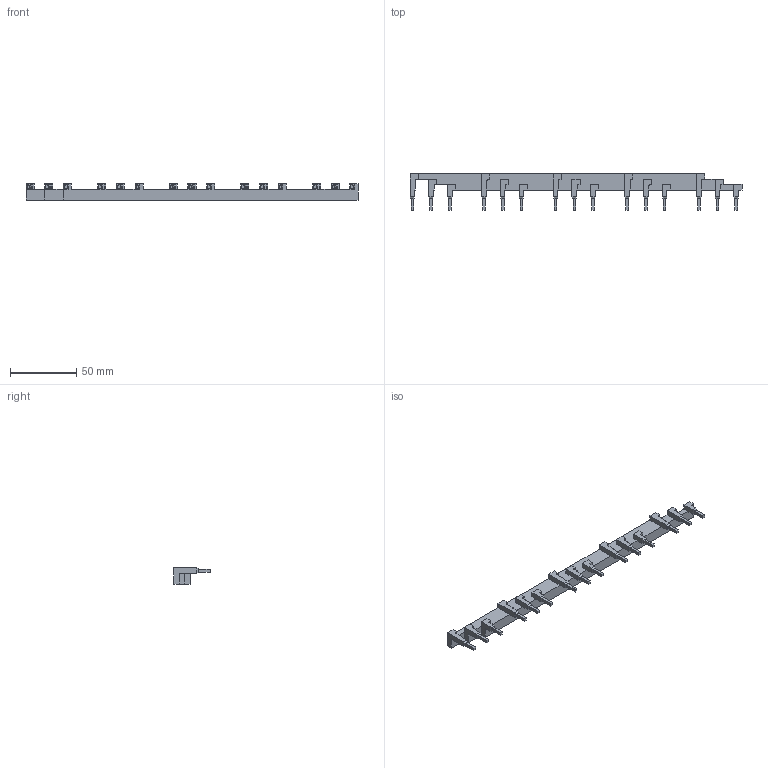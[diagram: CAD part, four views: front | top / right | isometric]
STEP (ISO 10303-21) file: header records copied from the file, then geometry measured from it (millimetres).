
FILE_DESCRIPTION (( 'STEP AP214' ), '1' );
FILE_NAME ('140M-C-W545N.STEP', '2013-01-02T07:25:37', ( '' ), ( '' ), 'SwSTEP 2.0', 'SolidWorks 2012', '' );
FILE_SCHEMA (( 'AUTOMOTIVE_DESIGN' ));
Length unit declared in the file: millimetre
Products named in the file (1): 140M-C-W545N
Bounding box: 250.3 x 27.4 x 12.3 mm (x, y, z)
Volume: 26668.2 mm3; surface area: 14028.1 mm2
Topology: 1 solids, 1 shells, 277 faces, 704 edges, 444 vertices
Faces by surface type: plane 267, cylinder 10
Entity records: 8950 total; most frequent: CARTESIAN_POINT 1426, ORIENTED_EDGE 1408, DIRECTION 1281, EDGE_CURVE 704, VECTOR 683, LINE 683, VERTEX_POINT 444, AXIS2_PLACEMENT_3D 299
